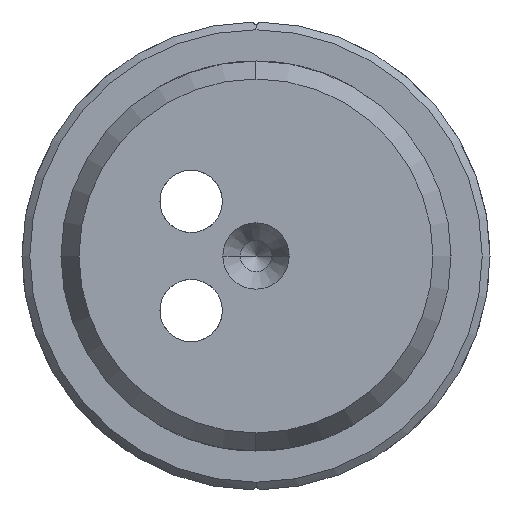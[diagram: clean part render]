
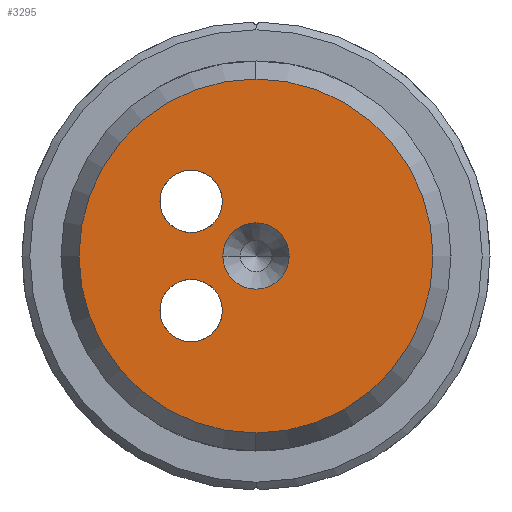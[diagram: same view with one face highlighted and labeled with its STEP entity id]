
A CAD part, left-side view. The second image highlights one B-rep face of the part: STEP entity #3295.
In plain terms, the highlighted planar face has unit normal (-1, 0, 0).
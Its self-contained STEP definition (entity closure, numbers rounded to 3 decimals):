
#31 = DIRECTION ( 'NONE',  ( -1., 0., 0. ) ) ;
#42 = CARTESIAN_POINT ( 'NONE',  ( -139., 4.157, -1.5 ) ) ;
#76 = DIRECTION ( 'NONE',  ( -1., 0., 0. ) ) ;
#127 = CARTESIAN_POINT ( 'NONE',  ( -139., 4.157, -3.5 ) ) ;
#187 = VERTEX_POINT ( 'NONE', #1131 ) ;
#190 = ORIENTED_EDGE ( 'NONE', *, *, #410, .F. ) ;
#262 = CIRCLE ( 'NONE', #265, 2. ) ;
#265 = AXIS2_PLACEMENT_3D ( 'NONE', #570, #1781, #3018 ) ;
#373 = DIRECTION ( 'NONE',  ( 0., 1., 0. ) ) ;
#410 = EDGE_CURVE ( 'NONE', #2023, #2269, #262, .T. ) ;
#451 = CARTESIAN_POINT ( 'NONE',  ( -139., 0., 11.345 ) ) ;
#486 = CARTESIAN_POINT ( 'NONE',  ( -139., 12.5, 0. ) ) ;
#519 = ORIENTED_EDGE ( 'NONE', *, *, #969, .T. ) ;
#570 = CARTESIAN_POINT ( 'NONE',  ( -139., 4.157, -3.5 ) ) ;
#575 = ORIENTED_EDGE ( 'NONE', *, *, #3896, .T. ) ;
#624 = CARTESIAN_POINT ( 'NONE',  ( -139., 0., 0. ) ) ;
#731 = AXIS2_PLACEMENT_3D ( 'NONE', #957, #2182, #3392 ) ;
#788 = FACE_OUTER_BOUND ( 'NONE', #3843, .T. ) ;
#814 = VERTEX_POINT ( 'NONE', #1440 ) ;
#834 = VERTEX_POINT ( 'NONE', #3875 ) ;
#853 = AXIS2_PLACEMENT_3D ( 'NONE', #127, #2246, #3456 ) ;
#856 = CARTESIAN_POINT ( 'NONE',  ( -139., 4.157, 3.5 ) ) ;
#897 = CIRCLE ( 'NONE', #853, 2. ) ;
#938 = EDGE_CURVE ( 'NONE', #2686, #3632, #1393, .T. ) ;
#957 = CARTESIAN_POINT ( 'NONE',  ( -139., 4.157, 3.5 ) ) ;
#969 = EDGE_CURVE ( 'NONE', #814, #2336, #1454, .T. ) ;
#998 = EDGE_CURVE ( 'NONE', #2336, #814, #1526, .T. ) ;
#1131 = CARTESIAN_POINT ( 'NONE',  ( -139., 4.157, 1.5 ) ) ;
#1211 = CIRCLE ( 'NONE', #731, 2. ) ;
#1217 = DIRECTION ( 'NONE',  ( 0., 0., -1. ) ) ;
#1264 = DIRECTION ( 'NONE',  ( 0., 0., -1. ) ) ;
#1278 = EDGE_LOOP ( 'NONE', ( #519, #2705 ) ) ;
#1335 = ORIENTED_EDGE ( 'NONE', *, *, #2422, .T. ) ;
#1393 = CIRCLE ( 'NONE', #1397, 11.345 ) ;
#1397 = AXIS2_PLACEMENT_3D ( 'NONE', #2748, #31, #1217 ) ;
#1430 = ORIENTED_EDGE ( 'NONE', *, *, #2539, .T. ) ;
#1440 = CARTESIAN_POINT ( 'NONE',  ( -139., -2.125, 0. ) ) ;
#1454 = CIRCLE ( 'NONE', #1460, 2.125 ) ;
#1460 = AXIS2_PLACEMENT_3D ( 'NONE', #624, #1836, #3071 ) ;
#1526 = CIRCLE ( 'NONE', #1581, 2.125 ) ;
#1581 = AXIS2_PLACEMENT_3D ( 'NONE', #1879, #3114, #373 ) ;
#1673 = EDGE_CURVE ( 'NONE', #2269, #2023, #897, .T. ) ;
#1697 = DIRECTION ( 'NONE',  ( 1., 0., 0. ) ) ;
#1781 = DIRECTION ( 'NONE',  ( -1., 0., 0. ) ) ;
#1836 = DIRECTION ( 'NONE',  ( 1., 0., 0. ) ) ;
#1838 = ORIENTED_EDGE ( 'NONE', *, *, #938, .T. ) ;
#1879 = CARTESIAN_POINT ( 'NONE',  ( -139., 0., 0. ) ) ;
#2002 = FACE_BOUND ( 'NONE', #1278, .T. ) ;
#2023 = VERTEX_POINT ( 'NONE', #2786 ) ;
#2071 = DIRECTION ( 'NONE',  ( 1., 0., 0. ) ) ;
#2182 = DIRECTION ( 'NONE',  ( 1., 0., 0. ) ) ;
#2246 = DIRECTION ( 'NONE',  ( -1., 0., 0. ) ) ;
#2269 = VERTEX_POINT ( 'NONE', #42 ) ;
#2308 = FACE_BOUND ( 'NONE', #3038, .T. ) ;
#2336 = VERTEX_POINT ( 'NONE', #2504 ) ;
#2422 = EDGE_CURVE ( 'NONE', #187, #834, #3266, .T. ) ;
#2504 = CARTESIAN_POINT ( 'NONE',  ( -139., 2.125, 0. ) ) ;
#2539 = EDGE_CURVE ( 'NONE', #3632, #2686, #3087, .T. ) ;
#2686 = VERTEX_POINT ( 'NONE', #451 ) ;
#2705 = ORIENTED_EDGE ( 'NONE', *, *, #998, .T. ) ;
#2748 = CARTESIAN_POINT ( 'NONE',  ( -139., 0., 0. ) ) ;
#2755 = ORIENTED_EDGE ( 'NONE', *, *, #1673, .F. ) ;
#2786 = CARTESIAN_POINT ( 'NONE',  ( -139., 4.157, -5.5 ) ) ;
#2798 = CARTESIAN_POINT ( 'NONE',  ( -139., 0., 0. ) ) ;
#2890 = CARTESIAN_POINT ( 'NONE',  ( -139., 0., -11.345 ) ) ;
#2922 = EDGE_LOOP ( 'NONE', ( #1335, #575 ) ) ;
#2937 = DIRECTION ( 'NONE',  ( 0., 0., -1. ) ) ;
#3018 = DIRECTION ( 'NONE',  ( 0., 0., 1. ) ) ;
#3038 = EDGE_LOOP ( 'NONE', ( #190, #2755 ) ) ;
#3071 = DIRECTION ( 'NONE',  ( 0., 1., 0. ) ) ;
#3087 = CIRCLE ( 'NONE', #3090, 11.345 ) ;
#3090 = AXIS2_PLACEMENT_3D ( 'NONE', #2798, #76, #1264 ) ;
#3114 = DIRECTION ( 'NONE',  ( 1., 0., 0. ) ) ;
#3227 = PLANE ( 'NONE',  #3394 ) ;
#3266 = CIRCLE ( 'NONE', #3269, 2. ) ;
#3269 = AXIS2_PLACEMENT_3D ( 'NONE', #856, #2071, #3294 ) ;
#3294 = DIRECTION ( 'NONE',  ( 0., 0., -1. ) ) ;
#3295 = ADVANCED_FACE ( 'NONE', ( #2308, #3515, #788, #2002 ), #3227, .F. ) ;
#3392 = DIRECTION ( 'NONE',  ( 0., 0., -1. ) ) ;
#3394 = AXIS2_PLACEMENT_3D ( 'NONE', #486, #1697, #2937 ) ;
#3456 = DIRECTION ( 'NONE',  ( 0., 0., 1. ) ) ;
#3515 = FACE_BOUND ( 'NONE', #2922, .T. ) ;
#3632 = VERTEX_POINT ( 'NONE', #2890 ) ;
#3843 = EDGE_LOOP ( 'NONE', ( #1430, #1838 ) ) ;
#3875 = CARTESIAN_POINT ( 'NONE',  ( -139., 4.157, 5.5 ) ) ;
#3896 = EDGE_CURVE ( 'NONE', #834, #187, #1211, .T. ) ;
